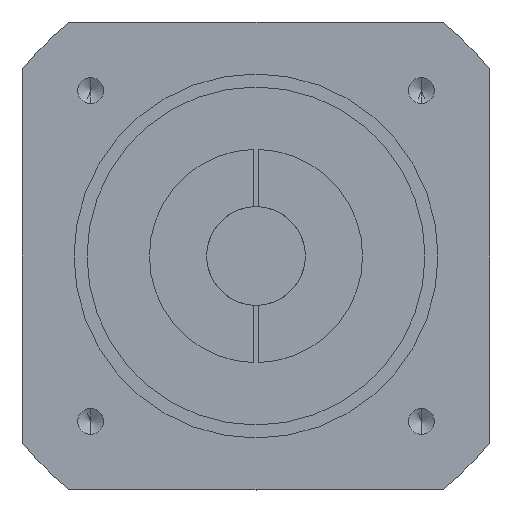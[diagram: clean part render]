
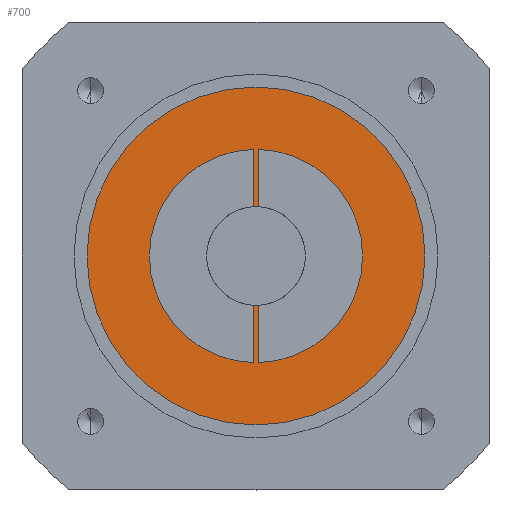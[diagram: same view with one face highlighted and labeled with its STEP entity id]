
A CAD part, front view. The second image highlights one B-rep face of the part: STEP entity #700.
In plain terms, the highlighted planar face has unit normal (0, -1, 0).
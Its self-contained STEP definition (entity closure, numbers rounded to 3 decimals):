
#5 = DIRECTION ( 'NONE',  ( 0., -1., 0. ) ) ;
#30 = CIRCLE ( 'NONE', #37, 9.5 ) ;
#37 = AXIS2_PLACEMENT_3D ( 'NONE', #278, #1859, #509 ) ;
#154 = VERTEX_POINT ( 'NONE', #2330 ) ;
#165 = DIRECTION ( 'NONE',  ( 0., -1., 0. ) ) ;
#184 = CARTESIAN_POINT ( 'NONE',  ( 0., -38., 0. ) ) ;
#203 = VERTEX_POINT ( 'NONE', #1462 ) ;
#219 = AXIS2_PLACEMENT_3D ( 'NONE', #1155, #165, #1178 ) ;
#244 = ORIENTED_EDGE ( 'NONE', *, *, #2256, .F. ) ;
#278 = CARTESIAN_POINT ( 'NONE',  ( 0., -38., 0. ) ) ;
#283 = AXIS2_PLACEMENT_3D ( 'NONE', #1360, #2936, #2472 ) ;
#288 = CARTESIAN_POINT ( 'NONE',  ( -0.5, -38., 9.487 ) ) ;
#319 = VERTEX_POINT ( 'NONE', #2820 ) ;
#323 = CARTESIAN_POINT ( 'NONE',  ( 0., -38., 0. ) ) ;
#334 = VERTEX_POINT ( 'NONE', #2621 ) ;
#361 = EDGE_CURVE ( 'NONE', #922, #913, #2244, .T. ) ;
#364 = CARTESIAN_POINT ( 'NONE',  ( 0.5, -38., 28.309 ) ) ;
#365 = EDGE_CURVE ( 'NONE', #1540, #2323, #2113, .T. ) ;
#389 = AXIS2_PLACEMENT_3D ( 'NONE', #1211, #5, #2272 ) ;
#509 = DIRECTION ( 'NONE',  ( 0., 0., 1. ) ) ;
#511 = VECTOR ( 'NONE', #1291, 1000. ) ;
#543 = ORIENTED_EDGE ( 'NONE', *, *, #2858, .F. ) ;
#571 = CARTESIAN_POINT ( 'NONE',  ( 0., -38., 0. ) ) ;
#603 = DIRECTION ( 'NONE',  ( 0., 0., -1. ) ) ;
#696 = CIRCLE ( 'NONE', #389, 9.5 ) ;
#700 = ADVANCED_FACE ( 'NONE', ( #839, #1976 ), #992, .F. ) ;
#780 = CARTESIAN_POINT ( 'NONE',  ( -0.5, -38., 14.491 ) ) ;
#839 = FACE_BOUND ( 'NONE', #1310, .T. ) ;
#879 = AXIS2_PLACEMENT_3D ( 'NONE', #323, #1457, #2551 ) ;
#913 = VERTEX_POINT ( 'NONE', #1579 ) ;
#922 = VERTEX_POINT ( 'NONE', #2417 ) ;
#929 = VECTOR ( 'NONE', #1037, 1000. ) ;
#988 = DIRECTION ( 'NONE',  ( 0., -1., 0. ) ) ;
#992 = PLANE ( 'NONE',  #2504 ) ;
#997 = ORIENTED_EDGE ( 'NONE', *, *, #1231, .F. ) ;
#1037 = DIRECTION ( 'NONE',  ( 0., 0., -1. ) ) ;
#1076 = VERTEX_POINT ( 'NONE', #1780 ) ;
#1086 = EDGE_CURVE ( 'NONE', #1540, #334, #1541, .T. ) ;
#1119 = LINE ( 'NONE', #364, #511 ) ;
#1135 = CIRCLE ( 'NONE', #2223, 32.5 ) ;
#1155 = CARTESIAN_POINT ( 'NONE',  ( 0., -38., 0. ) ) ;
#1178 = DIRECTION ( 'NONE',  ( 0., 0., 1. ) ) ;
#1211 = CARTESIAN_POINT ( 'NONE',  ( 0., -38., 0. ) ) ;
#1219 = ORIENTED_EDGE ( 'NONE', *, *, #2461, .T. ) ;
#1231 = EDGE_CURVE ( 'NONE', #319, #154, #2239, .T. ) ;
#1253 = DIRECTION ( 'NONE',  ( 0., 1., 0. ) ) ;
#1258 = DIRECTION ( 'NONE',  ( 0., 0., -1. ) ) ;
#1274 = CARTESIAN_POINT ( 'NONE',  ( 14.5, -38., 0. ) ) ;
#1291 = DIRECTION ( 'NONE',  ( 0., 0., 1. ) ) ;
#1300 = ORIENTED_EDGE ( 'NONE', *, *, #1563, .T. ) ;
#1310 = EDGE_LOOP ( 'NONE', ( #2350, #2010, #1833, #543, #1477, #997, #1219, #244, #2604, #1300 ) ) ;
#1327 = DIRECTION ( 'NONE',  ( 0., 0., 1. ) ) ;
#1331 = ORIENTED_EDGE ( 'NONE', *, *, #361, .T. ) ;
#1360 = CARTESIAN_POINT ( 'NONE',  ( 0., -38., 0. ) ) ;
#1457 = DIRECTION ( 'NONE',  ( 0., -1., 0. ) ) ;
#1461 = DIRECTION ( 'NONE',  ( 0., -1., 0. ) ) ;
#1462 = CARTESIAN_POINT ( 'NONE',  ( 0.5, -38., -9.487 ) ) ;
#1476 = LINE ( 'NONE', #1907, #929 ) ;
#1477 = ORIENTED_EDGE ( 'NONE', *, *, #1643, .T. ) ;
#1510 = VECTOR ( 'NONE', #2377, 1000. ) ;
#1511 = DIRECTION ( 'NONE',  ( 0., 0., -1. ) ) ;
#1518 = CIRCLE ( 'NONE', #283, 9.5 ) ;
#1540 = VERTEX_POINT ( 'NONE', #780 ) ;
#1541 = CIRCLE ( 'NONE', #2304, 14.5 ) ;
#1553 = DIRECTION ( 'NONE',  ( 0., -1., 0. ) ) ;
#1563 = EDGE_CURVE ( 'NONE', #2961, #334, #1476, .T. ) ;
#1571 = AXIS2_PLACEMENT_3D ( 'NONE', #2580, #988, #1258 ) ;
#1579 = CARTESIAN_POINT ( 'NONE',  ( 0., -38., -32.5 ) ) ;
#1643 = EDGE_CURVE ( 'NONE', #2232, #154, #1119, .T. ) ;
#1654 = CIRCLE ( 'NONE', #219, 9.5 ) ;
#1674 = CARTESIAN_POINT ( 'NONE',  ( -0.5, -38., -9.487 ) ) ;
#1684 = VERTEX_POINT ( 'NONE', #1979 ) ;
#1686 = VECTOR ( 'NONE', #2724, 1000. ) ;
#1729 = EDGE_CURVE ( 'NONE', #913, #922, #1135, .T. ) ;
#1780 = CARTESIAN_POINT ( 'NONE',  ( 0., -38., -9.5 ) ) ;
#1833 = ORIENTED_EDGE ( 'NONE', *, *, #2288, .F. ) ;
#1859 = DIRECTION ( 'NONE',  ( 0., -1., 0. ) ) ;
#1907 = CARTESIAN_POINT ( 'NONE',  ( -0.5, -38., 28.309 ) ) ;
#1933 = CARTESIAN_POINT ( 'NONE',  ( -0.5, -38., 28.309 ) ) ;
#1976 = FACE_OUTER_BOUND ( 'NONE', #2754, .T. ) ;
#1979 = CARTESIAN_POINT ( 'NONE',  ( 0., -38., 9.5 ) ) ;
#2010 = ORIENTED_EDGE ( 'NONE', *, *, #365, .T. ) ;
#2080 = CARTESIAN_POINT ( 'NONE',  ( 0.5, -38., 9.487 ) ) ;
#2113 = LINE ( 'NONE', #1933, #1510 ) ;
#2223 = AXIS2_PLACEMENT_3D ( 'NONE', #571, #1461, #1511 ) ;
#2232 = VERTEX_POINT ( 'NONE', #2080 ) ;
#2239 = CIRCLE ( 'NONE', #879, 14.5 ) ;
#2244 = CIRCLE ( 'NONE', #1571, 32.5 ) ;
#2256 = EDGE_CURVE ( 'NONE', #1076, #203, #1654, .T. ) ;
#2272 = DIRECTION ( 'NONE',  ( 0., 0., 1. ) ) ;
#2288 = EDGE_CURVE ( 'NONE', #1684, #2323, #1518, .T. ) ;
#2304 = AXIS2_PLACEMENT_3D ( 'NONE', #184, #1553, #603 ) ;
#2308 = ORIENTED_EDGE ( 'NONE', *, *, #1729, .T. ) ;
#2323 = VERTEX_POINT ( 'NONE', #288 ) ;
#2330 = CARTESIAN_POINT ( 'NONE',  ( 0.5, -38., 14.491 ) ) ;
#2350 = ORIENTED_EDGE ( 'NONE', *, *, #1086, .F. ) ;
#2377 = DIRECTION ( 'NONE',  ( 0., 0., -1. ) ) ;
#2417 = CARTESIAN_POINT ( 'NONE',  ( 0., -38., 32.5 ) ) ;
#2461 = EDGE_CURVE ( 'NONE', #319, #203, #2895, .T. ) ;
#2467 = EDGE_CURVE ( 'NONE', #2961, #1076, #696, .T. ) ;
#2472 = DIRECTION ( 'NONE',  ( 0., 0., 1. ) ) ;
#2504 = AXIS2_PLACEMENT_3D ( 'NONE', #1274, #1253, #1327 ) ;
#2511 = CARTESIAN_POINT ( 'NONE',  ( 0.5, -38., 28.309 ) ) ;
#2551 = DIRECTION ( 'NONE',  ( 0., 0., -1. ) ) ;
#2580 = CARTESIAN_POINT ( 'NONE',  ( 0., -38., 0. ) ) ;
#2604 = ORIENTED_EDGE ( 'NONE', *, *, #2467, .F. ) ;
#2621 = CARTESIAN_POINT ( 'NONE',  ( -0.5, -38., -14.491 ) ) ;
#2724 = DIRECTION ( 'NONE',  ( 0., 0., 1. ) ) ;
#2754 = EDGE_LOOP ( 'NONE', ( #2308, #1331 ) ) ;
#2820 = CARTESIAN_POINT ( 'NONE',  ( 0.5, -38., -14.491 ) ) ;
#2858 = EDGE_CURVE ( 'NONE', #2232, #1684, #30, .T. ) ;
#2895 = LINE ( 'NONE', #2511, #1686 ) ;
#2936 = DIRECTION ( 'NONE',  ( 0., -1., 0. ) ) ;
#2961 = VERTEX_POINT ( 'NONE', #1674 ) ;
